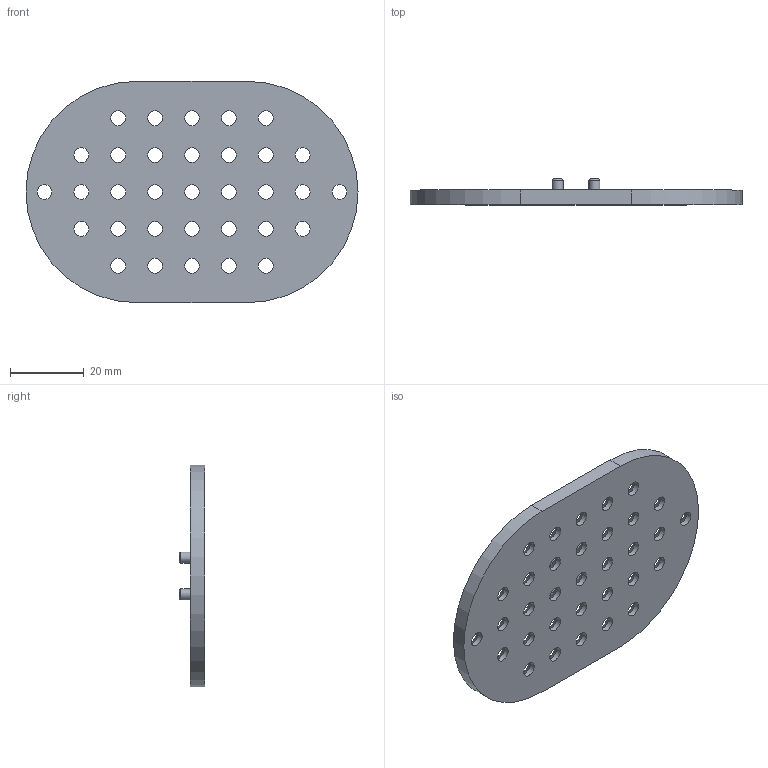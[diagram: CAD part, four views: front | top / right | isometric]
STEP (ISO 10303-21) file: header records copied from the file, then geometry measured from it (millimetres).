
FILE_DESCRIPTION(/* description */ (''),/* implementation_level */ '2;1');
FILE_NAME(/* name */ 'marker pattern.stp',/* time_stamp */ '2024-10-28T08:15:42-04:00',/* author */ ('jmarvel'),/* organization */ (''),/* preprocessor_version */ 'ST-DEVELOPER v18.1',/* originating_system */ 'Autodesk Inventor 2021',/* authorisation */ '');
FILE_SCHEMA (('AUTOMOTIVE_DESIGN { 1 0 10303 214 3 1 1 }'));
Length unit declared in the file: millimetre
Products named in the file (1): marker pattern
Bounding box: 90 x 7 x 60 mm (x, y, z)
Volume: 15098.1 mm3; surface area: 10843.9 mm2
Topology: 1 solids, 1 shells, 84 faces, 213 edges, 135 vertices
Faces by surface type: cylinder 39, cone 33, plane 8, torus 4
Full cylindrical faces by diameter (mm): 3 x4, 4 x33
Entity records: 2757 total; most frequent: DIRECTION 518, CARTESIAN_POINT 433, ORIENTED_EDGE 426, AXIS2_PLACEMENT_3D 220, EDGE_CURVE 213, EDGE_LOOP 154, CIRCLE 135, VERTEX_POINT 135
